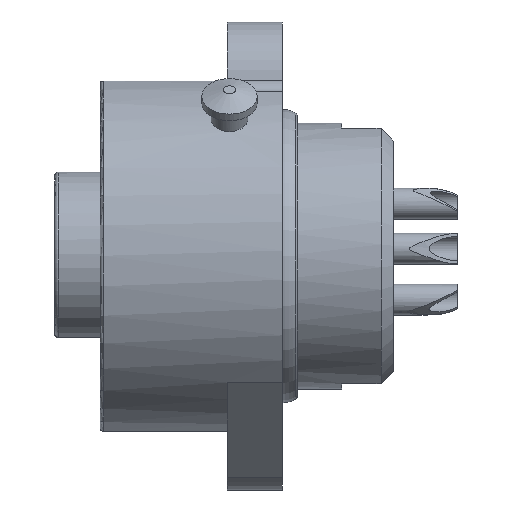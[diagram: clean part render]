
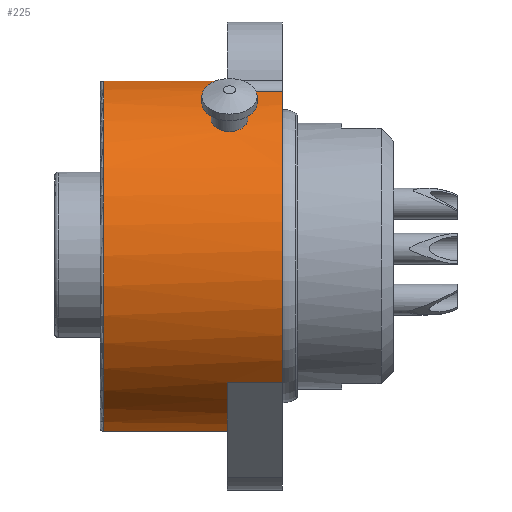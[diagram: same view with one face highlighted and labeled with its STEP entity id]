
A CAD part, top view. The second image highlights one B-rep face of the part: STEP entity #225.
In plain terms, the highlighted cylindrical face has radius 14.5 mm (diameter 29 mm), a partial arc.
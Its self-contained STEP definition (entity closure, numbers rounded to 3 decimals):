
#225 = ADVANCED_FACE( '', ( #619, #620 ), #621, .T. );
#619 = FACE_OUTER_BOUND( '', #1039, .T. );
#620 = FACE_BOUND( '', #1040, .T. );
#621 = CYLINDRICAL_SURFACE( '', #1041, 14.5 );
#1039 = EDGE_LOOP( '', ( #2132, #2133, #2134, #2135, #2136, #2137, #2138, #2139 ) );
#1040 = EDGE_LOOP( '', ( #2140 ) );
#1041 = AXIS2_PLACEMENT_3D( '', #2141, #2142, #2143 );
#2132 = ORIENTED_EDGE( '', *, *, #2329, .F. );
#2133 = ORIENTED_EDGE( '', *, *, #2345, .F. );
#2134 = ORIENTED_EDGE( '', *, *, #2304, .T. );
#2135 = ORIENTED_EDGE( '', *, *, #2543, .F. );
#2136 = ORIENTED_EDGE( '', *, *, #2539, .F. );
#2137 = ORIENTED_EDGE( '', *, *, #2527, .T. );
#2138 = ORIENTED_EDGE( '', *, *, #2520, .F. );
#2139 = ORIENTED_EDGE( '', *, *, #2536, .F. );
#2140 = ORIENTED_EDGE( '', *, *, #2473, .F. );
#2141 = CARTESIAN_POINT( '', ( 27.5, 0., 0. ) );
#2142 = DIRECTION( '', ( -1., 0., 0. ) );
#2143 = DIRECTION( '', ( 0., 0., -1. ) );
#2304 = EDGE_CURVE( '', #2683, #2681, #2684, .T. );
#2329 = EDGE_CURVE( '', #2725, #2727, #2728, .T. );
#2345 = EDGE_CURVE( '', #2683, #2725, #2751, .F. );
#2473 = EDGE_CURVE( '', #2978, #2978, #2979, .T. );
#2520 = EDGE_CURVE( '', #3058, #3060, #3061, .T. );
#2527 = EDGE_CURVE( '', #3071, #3060, #3072, .T. );
#2536 = EDGE_CURVE( '', #2727, #3058, #3084, .T. );
#2539 = EDGE_CURVE( '', #3071, #3088, #3089, .T. );
#2543 = EDGE_CURVE( '', #3088, #2681, #3094, .T. );
#2681 = VERTEX_POINT( '', #3298 );
#2683 = VERTEX_POINT( '', #3309 );
#2684 = CIRCLE( '', #3310, 14.5 );
#2725 = VERTEX_POINT( '', #3388 );
#2727 = VERTEX_POINT( '', #3390 );
#2728 = CIRCLE( '', #3391, 14.5 );
#2751 = LINE( '', #3436, #3437 );
#2978 = VERTEX_POINT( '', #4144 );
#2979 = B_SPLINE_CURVE_WITH_KNOTS( '', 3, ( #4145, #4146, #4147, #4148, #4149, #4150, #4151, #4152, #4153, #4154, #4155, #4156, #4157, #4158, #4159, #4160, #4161, #4162, #4163, #4164, #4165, #4166, #4167, #4168, #4169, #4170, #4171, #4172, #4173, #4174, #4175, #4176, #4177, #4178, #4179, #4180, #4181, #4182, #4183, #4184, #4185, #4186, #4187, #4188, #4189, #4190, #4191, #4192, #4193, #4194, #4195, #4196 ), .UNSPECIFIED., .T., .F., ( 2, 2, 2, 2, 2, 2, 2, 2, 2, 2, 2, 2, 2, 2, 2, 2, 2, 2, 2, 2, 2, 2, 2, 2, 2, 2, 2, 2 ), ( -0.001, 0., 0., 0.001, 0.001, 0.001, 0.002, 0.002, 0.003, 0.003, 0.003, 0.004, 0.004, 0.004, 0.004, 0.005, 0.005, 0.006, 0.006, 0.006, 0.007, 0.007, 0.008, 0.008, 0.008, 0.009, 0.009, 0.01 ), .UNSPECIFIED. );
#3058 = VERTEX_POINT( '', #4304 );
#3060 = VERTEX_POINT( '', #4306 );
#3061 = CIRCLE( '', #4307, 14.5 );
#3071 = VERTEX_POINT( '', #4321 );
#3072 = LINE( '', #4322, #4323 );
#3084 = LINE( '', #4342, #4343 );
#3088 = VERTEX_POINT( '', #4347 );
#3089 = CIRCLE( '', #4348, 14.5 );
#3094 = LINE( '', #4354, #4355 );
#3298 = CARTESIAN_POINT( '', ( 4., -14.202, 2.923 ) );
#3309 = CARTESIAN_POINT( '', ( 4., 14.202, 2.923 ) );
#3310 = AXIS2_PLACEMENT_3D( '', #4510, #4511, #4512 );
#3388 = CARTESIAN_POINT( '', ( 14., 14.202, 2.923 ) );
#3390 = CARTESIAN_POINT( '', ( 14., 13.372, 5.606 ) );
#3391 = AXIS2_PLACEMENT_3D( '', #4555, #4556, #4557 );
#3436 = CARTESIAN_POINT( '', ( 8.75, 14.202, 2.923 ) );
#3437 = VECTOR( '', #4581, 1000. );
#4144 = CARTESIAN_POINT( '', ( 14.2, 12.012, 8.121 ) );
#4145 = CARTESIAN_POINT( '', ( 14.398, 12.012, 8.121 ) );
#4146 = CARTESIAN_POINT( '', ( 14.101, 12.012, 8.121 ) );
#4147 = CARTESIAN_POINT( '', ( 14.003, 12.007, 8.129 ) );
#4148 = CARTESIAN_POINT( '', ( 13.812, 11.985, 8.161 ) );
#4149 = CARTESIAN_POINT( '', ( 13.716, 11.969, 8.185 ) );
#4150 = CARTESIAN_POINT( '', ( 13.535, 11.926, 8.248 ) );
#4151 = CARTESIAN_POINT( '', ( 13.448, 11.9, 8.286 ) );
#4152 = CARTESIAN_POINT( '', ( 13.285, 11.837, 8.375 ) );
#4153 = CARTESIAN_POINT( '', ( 13.208, 11.8, 8.427 ) );
#4154 = CARTESIAN_POINT( '', ( 13.001, 11.678, 8.595 ) );
#4155 = CARTESIAN_POINT( '', ( 12.889, 11.579, 8.73 ) );
#4156 = CARTESIAN_POINT( '', ( 12.74, 11.358, 9.016 ) );
#4157 = CARTESIAN_POINT( '', ( 12.7, 11.234, 9.17 ) );
#4158 = CARTESIAN_POINT( '', ( 12.7, 11.045, 9.395 ) );
#4159 = CARTESIAN_POINT( '', ( 12.71, 10.981, 9.47 ) );
#4160 = CARTESIAN_POINT( '', ( 12.748, 10.854, 9.615 ) );
#4161 = CARTESIAN_POINT( '', ( 12.776, 10.792, 9.685 ) );
#4162 = CARTESIAN_POINT( '', ( 12.851, 10.669, 9.82 ) );
#4163 = CARTESIAN_POINT( '', ( 12.898, 10.61, 9.884 ) );
#4164 = CARTESIAN_POINT( '', ( 13.007, 10.498, 10.002 ) );
#4165 = CARTESIAN_POINT( '', ( 13.069, 10.445, 10.057 ) );
#4166 = CARTESIAN_POINT( '', ( 13.209, 10.347, 10.158 ) );
#4167 = CARTESIAN_POINT( '', ( 13.285, 10.304, 10.202 ) );
#4168 = CARTESIAN_POINT( '', ( 13.447, 10.227, 10.279 ) );
#4169 = CARTESIAN_POINT( '', ( 13.535, 10.193, 10.313 ) );
#4170 = CARTESIAN_POINT( '', ( 13.716, 10.139, 10.366 ) );
#4171 = CARTESIAN_POINT( '', ( 13.81, 10.119, 10.386 ) );
#4172 = CARTESIAN_POINT( '', ( 14.002, 10.091, 10.413 ) );
#4173 = CARTESIAN_POINT( '', ( 14.102, 10.084, 10.419 ) );
#4174 = CARTESIAN_POINT( '', ( 14.395, 10.084, 10.42 ) );
#4175 = CARTESIAN_POINT( '', ( 14.593, 10.112, 10.392 ) );
#4176 = CARTESIAN_POINT( '', ( 14.954, 10.219, 10.287 ) );
#4177 = CARTESIAN_POINT( '', ( 15.121, 10.299, 10.208 ) );
#4178 = CARTESIAN_POINT( '', ( 15.329, 10.444, 10.059 ) );
#4179 = CARTESIAN_POINT( '', ( 15.392, 10.497, 10.003 ) );
#4180 = CARTESIAN_POINT( '', ( 15.501, 10.609, 9.885 ) );
#4181 = CARTESIAN_POINT( '', ( 15.547, 10.668, 9.821 ) );
#4182 = CARTESIAN_POINT( '', ( 15.623, 10.79, 9.687 ) );
#4183 = CARTESIAN_POINT( '', ( 15.652, 10.853, 9.616 ) );
#4184 = CARTESIAN_POINT( '', ( 15.69, 10.98, 9.471 ) );
#4185 = CARTESIAN_POINT( '', ( 15.7, 11.043, 9.397 ) );
#4186 = CARTESIAN_POINT( '', ( 15.7, 11.234, 9.17 ) );
#4187 = CARTESIAN_POINT( '', ( 15.661, 11.356, 9.018 ) );
#4188 = CARTESIAN_POINT( '', ( 15.549, 11.523, 8.802 ) );
#4189 = CARTESIAN_POINT( '', ( 15.503, 11.575, 8.733 ) );
#4190 = CARTESIAN_POINT( '', ( 15.394, 11.673, 8.602 ) );
#4191 = CARTESIAN_POINT( '', ( 15.331, 11.719, 8.54 ) );
#4192 = CARTESIAN_POINT( '', ( 15.123, 11.84, 8.371 ) );
#4193 = CARTESIAN_POINT( '', ( 14.956, 11.904, 8.279 ) );
#4194 = CARTESIAN_POINT( '', ( 14.595, 11.99, 8.155 ) );
#4195 = CARTESIAN_POINT( '', ( 14.398, 12.012, 8.121 ) );
#4196 = CARTESIAN_POINT( '', ( 14.101, 12.012, 8.121 ) );
#4304 = CARTESIAN_POINT( '', ( 18.5, 13.372, 5.606 ) );
#4306 = CARTESIAN_POINT( '', ( 18.5, -10.29, 10.216 ) );
#4307 = AXIS2_PLACEMENT_3D( '', #4903, #4904, #4905 );
#4321 = CARTESIAN_POINT( '', ( 14., -10.29, 10.216 ) );
#4322 = CARTESIAN_POINT( '', ( 14., -10.29, 10.216 ) );
#4323 = VECTOR( '', #4916, 1000. );
#4342 = CARTESIAN_POINT( '', ( 14., 13.372, 5.606 ) );
#4343 = VECTOR( '', #4927, 1000. );
#4347 = CARTESIAN_POINT( '', ( 14., -14.202, 2.923 ) );
#4348 = AXIS2_PLACEMENT_3D( '', #4934, #4935, #4936 );
#4354 = CARTESIAN_POINT( '', ( 8.75, -14.202, 2.923 ) );
#4355 = VECTOR( '', #4944, 1000. );
#4510 = CARTESIAN_POINT( '', ( 4., 0., 0. ) );
#4511 = DIRECTION( '', ( 1., 0., 0. ) );
#4512 = DIRECTION( '', ( 0., 0., -1. ) );
#4555 = CARTESIAN_POINT( '', ( 14., 0., 0. ) );
#4556 = DIRECTION( '', ( 1., 0., 0. ) );
#4557 = DIRECTION( '', ( 0., 0., -1. ) );
#4581 = DIRECTION( '', ( -1., 0., 0. ) );
#4903 = CARTESIAN_POINT( '', ( 18.5, 0., 0. ) );
#4904 = DIRECTION( '', ( 1., 0., 0. ) );
#4905 = DIRECTION( '', ( 0., 0., -1. ) );
#4916 = DIRECTION( '', ( 1., 0., 0. ) );
#4927 = DIRECTION( '', ( 1., 0., 0. ) );
#4934 = CARTESIAN_POINT( '', ( 14., 0., 0. ) );
#4935 = DIRECTION( '', ( 1., 0., 0. ) );
#4936 = DIRECTION( '', ( 0., 0., -1. ) );
#4944 = DIRECTION( '', ( -1., 0., 0. ) );
